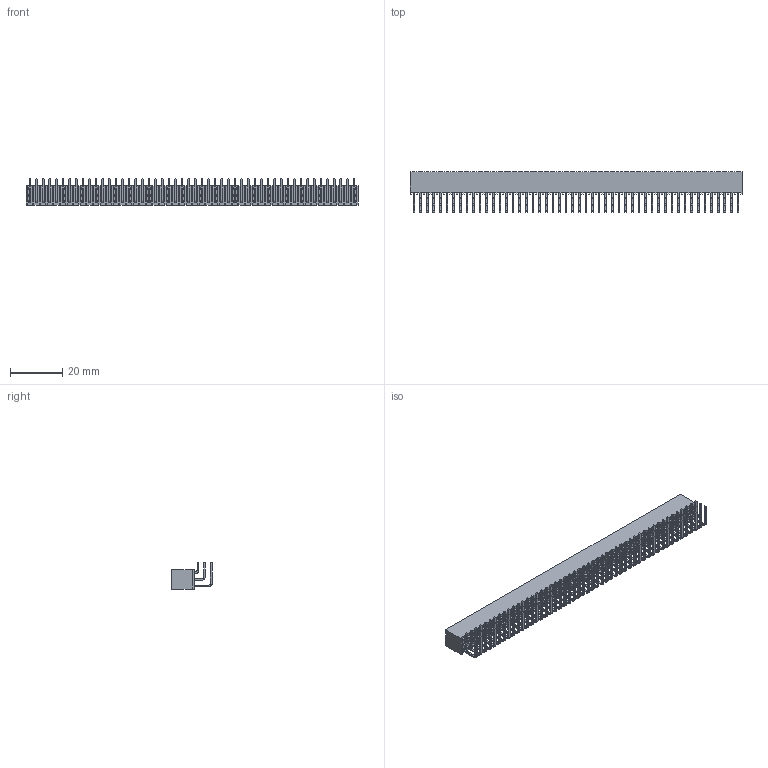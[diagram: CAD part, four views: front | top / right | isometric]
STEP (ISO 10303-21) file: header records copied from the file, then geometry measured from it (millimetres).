
FILE_DESCRIPTION(/* description */ ('STEP AP203'),/* implementation_level */ '2;1');
FILE_NAME(/* name */ 'SSQ-150-02-T-T-RA',/* time_stamp */ '2025-09-30T12:53:15+02:00',/* author */ ('License CC BY-ND 4.0'),/* organization */ ('CADENAS'),/* preprocessor_version */ 'ST-DEVELOPER v19.3',/* originating_system */ 'PARTsolutions',/* authorisation */ ' ');
FILE_SCHEMA (('CONFIG_CONTROL_DESIGN'));
Products named in the file (3): SSQ-150-02-T-T-RA; T1SSQ-150-02-T-T-RA; P2SSQ-150-02-T-T-RA
Assembly tree (2 placements, depth 2):
  SSQ-150-02-T-T-RA
    T1SSQ-150-02-T-T-RA
    P2SSQ-150-02-T-T-RA
Bounding box: 127.51 x 15.43 x 10.03 mm (x, y, z)
Volume: 7740.3 mm3; surface area: 13716.1 mm2
Topology: 2 solids, 2 shells, 2582 faces, 7284 edges, 4856 vertices
Faces by surface type: plane 2282, cylinder 300
Entity records: 82946 total; most frequent: CARTESIAN_POINT 14725, ORIENTED_EDGE 14568, DIRECTION 13054, EDGE_CURVE 7284, LINE 6684, VECTOR 6684, VERTEX_POINT 4856, AXIS2_PLACEMENT_3D 3185
